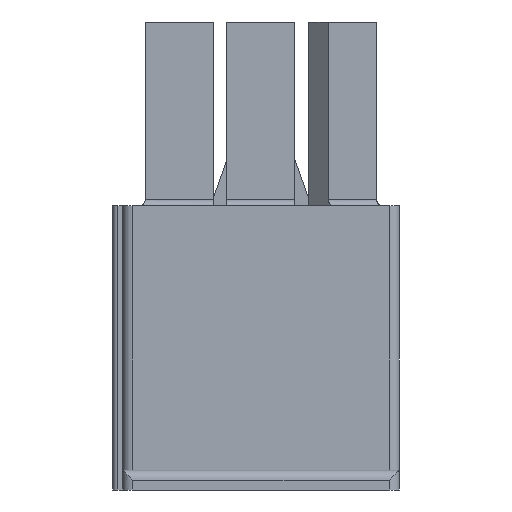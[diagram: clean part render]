
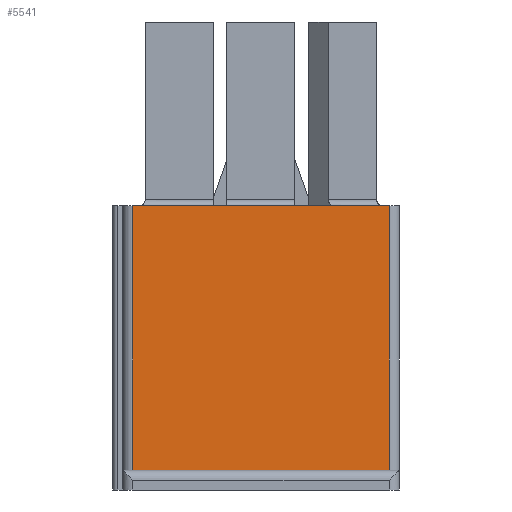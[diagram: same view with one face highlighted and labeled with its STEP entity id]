
A CAD part, front view. The second image highlights one B-rep face of the part: STEP entity #5541.
In plain terms, the highlighted planar face has unit normal (0, -1, 0).
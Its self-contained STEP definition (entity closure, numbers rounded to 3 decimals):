
#184=DIRECTION('',(1.,0.,0.));
#185=VECTOR('',#184,13.);
#186=CARTESIAN_POINT('',(-6.5,-4.9,-22.7));
#187=LINE('',#186,#185);
#196=DIRECTION('',(0.,0.,-1.));
#197=VECTOR('',#196,13.4);
#198=CARTESIAN_POINT('',(6.5,-4.9,-9.3));
#199=LINE('',#198,#197);
#200=DIRECTION('',(0.,0.,1.));
#201=VECTOR('',#200,13.4);
#202=CARTESIAN_POINT('',(-6.5,-4.9,-22.7));
#203=LINE('',#202,#201);
#204=DIRECTION('',(1.,0.,0.));
#205=VECTOR('',#204,13.);
#206=CARTESIAN_POINT('',(-6.5,-4.9,-9.3));
#207=LINE('',#206,#205);
#4652=CARTESIAN_POINT('',(6.5,-4.9,-22.7));
#4654=VERTEX_POINT('',#4652);
#4729=CARTESIAN_POINT('',(-6.5,-4.9,-22.7));
#4731=VERTEX_POINT('',#4729);
#5391=CARTESIAN_POINT('',(6.5,-4.9,-9.3));
#5392=VERTEX_POINT('',#5391);
#5396=CARTESIAN_POINT('',(-6.5,-4.9,-9.3));
#5398=VERTEX_POINT('',#5396);
#5528=CARTESIAN_POINT('',(-7.,-4.9,-9.3));
#5529=DIRECTION('',(0.,-1.,0.));
#5530=DIRECTION('',(0.,0.,-1.));
#5531=AXIS2_PLACEMENT_3D('',#5528,#5529,#5530);
#5532=PLANE('',#5531);
#5534=ORIENTED_EDGE('',*,*,#5533,.T.);
#5535=ORIENTED_EDGE('',*,*,#5517,.F.);
#5536=ORIENTED_EDGE('',*,*,#5505,.T.);
#5538=ORIENTED_EDGE('',*,*,#5537,.T.);
#5539=EDGE_LOOP('',(#5534,#5535,#5536,#5538));
#5540=FACE_OUTER_BOUND('',#5539,.F.);
#5505=EDGE_CURVE('',#4731,#5398,#203,.T.);
#5517=EDGE_CURVE('',#4731,#4654,#187,.T.);
#5533=EDGE_CURVE('',#5392,#4654,#199,.T.);
#5537=EDGE_CURVE('',#5398,#5392,#207,.T.);
#5541=ADVANCED_FACE('',(#5540),#5532,.T.);
